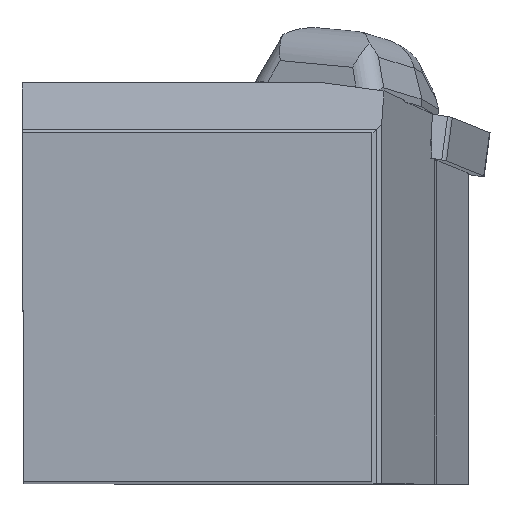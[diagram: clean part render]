
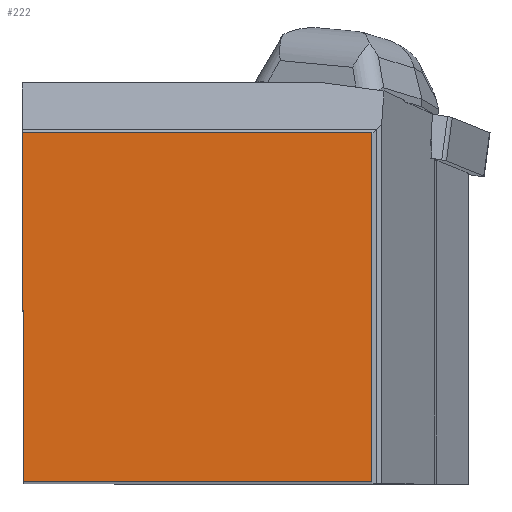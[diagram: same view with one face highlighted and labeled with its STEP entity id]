
A CAD part, top view. The second image highlights one B-rep face of the part: STEP entity #222.
In plain terms, the highlighted planar face has unit normal (0, 0, 1).
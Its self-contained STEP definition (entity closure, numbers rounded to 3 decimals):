
#152=FACE_OUTER_BOUND('',#647,.T.);
#222=ADVANCED_FACE('BLANK_BOXF006',(#152),#284,.F.);
#284=PLANE('',#1532);
#380=LINE('',#2217,#525);
#394=LINE('',#2248,#539);
#397=LINE('',#2254,#542);
#398=LINE('',#2256,#543);
#525=VECTOR('',#1752,1.);
#539=VECTOR('',#1784,1.);
#542=VECTOR('',#1789,1.);
#543=VECTOR('',#1790,1.);
#647=EDGE_LOOP('',(#855,#856,#857,#858));
#855=ORIENTED_EDGE('',*,*,#1301,.T.);
#856=ORIENTED_EDGE('',*,*,#1302,.T.);
#857=ORIENTED_EDGE('',*,*,#1298,.T.);
#858=ORIENTED_EDGE('',*,*,#1281,.T.);
#1137=VERTEX_POINT('',#2216);
#1138=VERTEX_POINT('',#2218);
#1146=VERTEX_POINT('',#2249);
#1148=VERTEX_POINT('',#2255);
#1281=EDGE_CURVE('',#1138,#1137,#380,.T.);
#1298=EDGE_CURVE('',#1146,#1138,#394,.T.);
#1301=EDGE_CURVE('',#1137,#1148,#397,.T.);
#1302=EDGE_CURVE('',#1148,#1146,#398,.T.);
#1532=AXIS2_PLACEMENT_3D('',#2257,#1791,#1792);
#1752=DIRECTION('',(1.,0.,0.));
#1784=DIRECTION('',(0.004,-1.,0.));
#1789=DIRECTION('',(0.,1.,0.));
#1790=DIRECTION('',(-1.,0.,0.));
#1791=DIRECTION('',(0.,0.,-1.));
#1792=DIRECTION('',(1.,0.,0.));
#2216=CARTESIAN_POINT('',(37.973,0.,0.));
#2217=CARTESIAN_POINT('',(-167.4,0.,0.));
#2218=CARTESIAN_POINT('',(0.166,0.,0.));
#2248=CARTESIAN_POINT('',(-0.565,167.398,0.));
#2249=CARTESIAN_POINT('',(0.,37.973,0.));
#2254=CARTESIAN_POINT('',(37.973,-167.4,0.));
#2255=CARTESIAN_POINT('',(37.973,37.973,0.));
#2256=CARTESIAN_POINT('',(167.4,37.973,0.));
#2257=CARTESIAN_POINT('',(65.8,-5.,0.));
